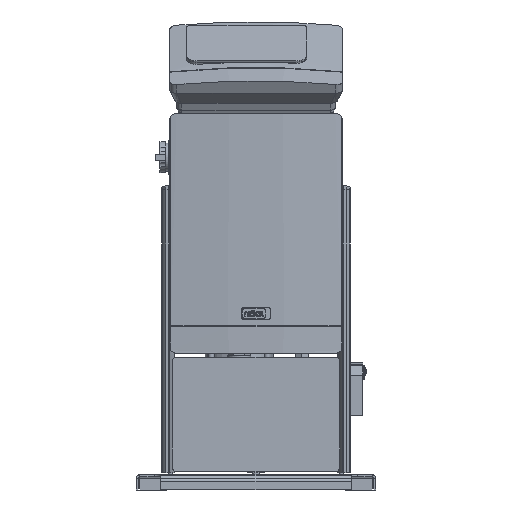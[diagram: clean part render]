
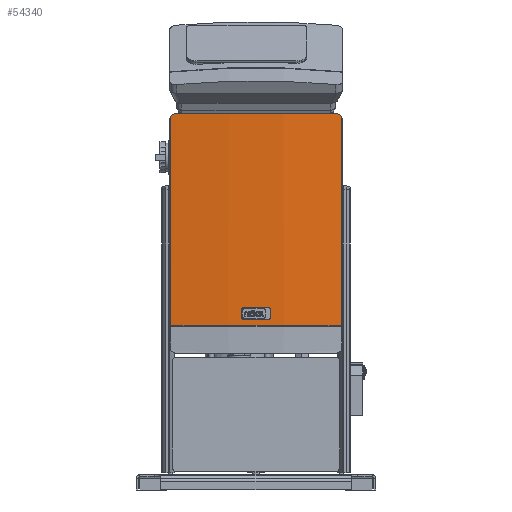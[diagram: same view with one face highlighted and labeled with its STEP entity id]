
A CAD part, front view. The second image highlights one B-rep face of the part: STEP entity #54340.
In plain terms, the highlighted cylindrical face has radius 1452.14 mm (diameter 2904.28 mm), a partial arc.
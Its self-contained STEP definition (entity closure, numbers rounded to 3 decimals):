
#1661=B_SPLINE_CURVE_WITH_KNOTS($,3,(#89695,#89696,#89697,#89698,#89699,
#89700,#89701,#89702,#89703,#89704,#89705,#89706),.UNSPECIFIED.,.F.,.F.,
(4,2,2,2,2,4),(50.621,52.857,55.511,58.165,
60.819,63.473),.UNSPECIFIED.);
#1662=B_SPLINE_CURVE_WITH_KNOTS($,3,(#89709,#89710,#89711,#89712,#89713,
#89714,#89715,#89716,#89717,#89718,#89719,#89720),.UNSPECIFIED.,.F.,.F.,
(4,2,2,2,2,4),(21.151,23.805,26.459,29.113,
31.768,34.003),.UNSPECIFIED.);
#5881=FACE_OUTER_BOUND($,#9713,.T.);
#9713=EDGE_LOOP($,(#45113,#45114,#45115,#45116,#45117,#45118));
#14149=LINE($,#89636,#19437);
#14152=LINE($,#89693,#19440);
#19437=VECTOR($,#70246,411.147);
#19440=VECTOR($,#70255,411.147);
#23124=CIRCLE($,#59167,1452.138);
#23130=CIRCLE($,#59179,1452.138);
#26693=VERTEX_POINT($,#89588);
#26694=VERTEX_POINT($,#89590);
#26703=VERTEX_POINT($,#89635);
#26708=VERTEX_POINT($,#89692);
#26709=VERTEX_POINT($,#89694);
#26710=VERTEX_POINT($,#89707);
#33239=EDGE_CURVE($,#26694,#26693,#23124,.T.);
#33252=EDGE_CURVE($,#26694,#26703,#14149,.T.);
#33259=EDGE_CURVE($,#26693,#26708,#14152,.T.);
#33260=EDGE_CURVE($,#26708,#26709,#1661,.T.);
#33261=EDGE_CURVE($,#26709,#26710,#23130,.T.);
#33262=EDGE_CURVE($,#26710,#26703,#1662,.T.);
#45113=ORIENTED_EDGE($,*,*,#33239,.T.);
#45114=ORIENTED_EDGE($,*,*,#33259,.T.);
#45115=ORIENTED_EDGE($,*,*,#33260,.T.);
#45116=ORIENTED_EDGE($,*,*,#33261,.T.);
#45117=ORIENTED_EDGE($,*,*,#33262,.T.);
#45118=ORIENTED_EDGE($,*,*,#33252,.F.);
#52133=CYLINDRICAL_SURFACE($,#59178,1452.138);
#54340=ADVANCED_FACE($,(#5881),#52133,.T.);
#59167=AXIS2_PLACEMENT_3D($,#89591,#70221,#70222);
#59178=AXIS2_PLACEMENT_3D($,#89691,#70253,#70254);
#59179=AXIS2_PLACEMENT_3D($,#89708,#70256,#70257);
#70221=DIRECTION('center_axis',(0.,0.,1.));
#70222=DIRECTION('ref_axis',(0.,-1.,0.));
#70246=DIRECTION($,(0.,0.,1.));
#70253=DIRECTION('center_axis',(0.,0.,1.));
#70254=DIRECTION('ref_axis',(0.,-1.,0.));
#70255=DIRECTION($,(0.,0.,1.));
#70256=DIRECTION('center_axis',(0.,0.,-1.));
#70257=DIRECTION('ref_axis',(0.,-1.,0.));
#89588=CARTESIAN_POINT('',(167.381,-347.321,293.032));
#89590=CARTESIAN_POINT('',(-167.391,-347.321,293.032));
#89591=CARTESIAN_POINT('Origin',(-0.005,1095.138,
293.032));
#89635=CARTESIAN_POINT('',(-167.391,-347.321,704.178));
#89636=CARTESIAN_POINT($,(-167.391,-347.321,239.032));
#89691=CARTESIAN_POINT('Origin',(-0.005,1095.138,
239.032));
#89692=CARTESIAN_POINT('',(167.381,-347.321,704.178));
#89693=CARTESIAN_POINT($,(167.381,-347.321,239.032));
#89694=CARTESIAN_POINT('',(155.995,-348.596,710.032));
#89695=CARTESIAN_POINT('Ctrl Pts',(167.381,-347.321,704.178));
#89696=CARTESIAN_POINT('Ctrl Pts',(166.929,-347.373,704.809));
#89697=CARTESIAN_POINT('Ctrl Pts',(166.431,-347.431,705.393));
#89698=CARTESIAN_POINT('Ctrl Pts',(165.284,-347.562,706.543));
#89699=CARTESIAN_POINT('Ctrl Pts',(164.581,-347.643,707.128));
#89700=CARTESIAN_POINT('Ctrl Pts',(163.049,-347.817,708.16));
#89701=CARTESIAN_POINT('Ctrl Pts',(162.221,-347.91,708.606));
#89702=CARTESIAN_POINT('Ctrl Pts',(160.494,-348.103,709.322));
#89703=CARTESIAN_POINT('Ctrl Pts',(159.594,-348.203,709.592));
#89704=CARTESIAN_POINT('Ctrl Pts',(157.784,-348.402,709.947));
#89705=CARTESIAN_POINT('Ctrl Pts',(156.875,-348.501,710.032));
#89706=CARTESIAN_POINT('Ctrl Pts',(155.995,-348.596,710.032));
#89707=CARTESIAN_POINT('',(-156.005,-348.596,710.032));
#89708=CARTESIAN_POINT('Origin',(-0.005,1095.138,
710.032));
#89709=CARTESIAN_POINT('Ctrl Pts',(-156.005,-348.596,
710.032));
#89710=CARTESIAN_POINT('Ctrl Pts',(-156.885,-348.501,
710.032));
#89711=CARTESIAN_POINT('Ctrl Pts',(-157.794,-348.402,709.947));
#89712=CARTESIAN_POINT('Ctrl Pts',(-159.604,-348.203,
709.592));
#89713=CARTESIAN_POINT('Ctrl Pts',(-160.504,-348.103,709.322));
#89714=CARTESIAN_POINT('Ctrl Pts',(-162.231,-347.91,
708.606));
#89715=CARTESIAN_POINT('Ctrl Pts',(-163.059,-347.817,708.16));
#89716=CARTESIAN_POINT('Ctrl Pts',(-164.591,-347.643,707.128));
#89717=CARTESIAN_POINT('Ctrl Pts',(-165.294,-347.562,
706.543));
#89718=CARTESIAN_POINT('Ctrl Pts',(-166.441,-347.431,
705.393));
#89719=CARTESIAN_POINT('Ctrl Pts',(-166.939,-347.373,
704.809));
#89720=CARTESIAN_POINT('Ctrl Pts',(-167.391,-347.321,
704.178));
